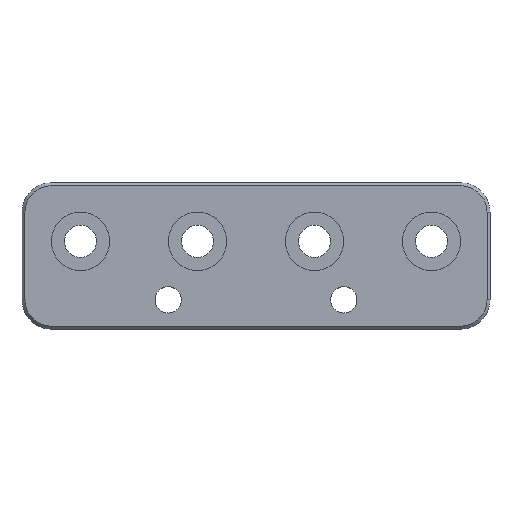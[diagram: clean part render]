
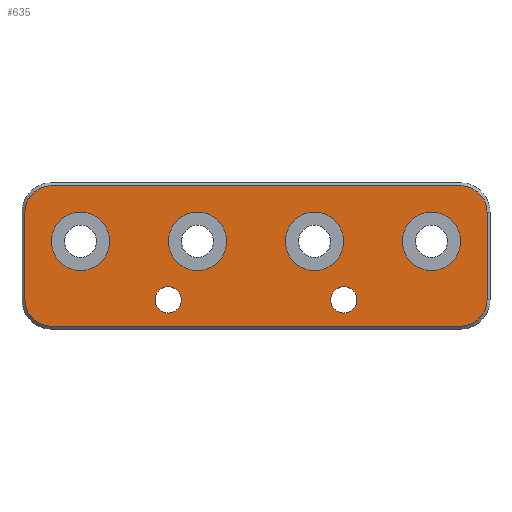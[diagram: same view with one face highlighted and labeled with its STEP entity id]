
A CAD part, top view. The second image highlights one B-rep face of the part: STEP entity #635.
In plain terms, the highlighted planar face has unit normal (0, 0, 1).
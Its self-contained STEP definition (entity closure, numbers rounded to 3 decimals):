
#21=FACE_BOUND('',#158,.T.);
#22=FACE_BOUND('',#159,.T.);
#23=FACE_BOUND('',#160,.T.);
#24=FACE_BOUND('',#161,.T.);
#25=FACE_BOUND('',#162,.T.);
#26=FACE_BOUND('',#163,.T.);
#61=CIRCLE('',#698,4.5);
#63=CIRCLE('',#702,4.5);
#65=CIRCLE('',#706,4.5);
#66=CIRCLE('',#709,4.5);
#67=CIRCLE('',#712,5.);
#68=CIRCLE('',#713,2.25);
#69=CIRCLE('',#714,5.);
#70=CIRCLE('',#715,5.);
#71=CIRCLE('',#716,2.25);
#72=CIRCLE('',#717,5.);
#111=FACE_OUTER_BOUND('',#157,.T.);
#157=EDGE_LOOP('',(#521,#522,#523,#524,#525,#526,#527,#528));
#158=EDGE_LOOP('',(#529));
#159=EDGE_LOOP('',(#530));
#160=EDGE_LOOP('',(#531));
#161=EDGE_LOOP('',(#532));
#162=EDGE_LOOP('',(#533));
#163=EDGE_LOOP('',(#534));
#211=LINE('',#1034,#261);
#215=LINE('',#1046,#265);
#217=LINE('',#1054,#267);
#220=LINE('',#1062,#270);
#261=VECTOR('',#831,10.);
#265=VECTOR('',#843,10.);
#267=VECTOR('',#853,10.);
#270=VECTOR('',#862,10.);
#312=VERTEX_POINT('',#1028);
#314=VERTEX_POINT('',#1032);
#315=VERTEX_POINT('',#1036);
#317=VERTEX_POINT('',#1042);
#319=VERTEX_POINT('',#1048);
#320=VERTEX_POINT('',#1053);
#321=VERTEX_POINT('',#1057);
#322=VERTEX_POINT('',#1061);
#323=VERTEX_POINT('',#1069);
#324=VERTEX_POINT('',#1071);
#325=VERTEX_POINT('',#1073);
#326=VERTEX_POINT('',#1075);
#327=VERTEX_POINT('',#1077);
#328=VERTEX_POINT('',#1079);
#379=EDGE_CURVE('',#314,#312,#211,.T.);
#380=EDGE_CURVE('',#312,#315,#61,.T.);
#385=EDGE_CURVE('',#315,#317,#215,.T.);
#386=EDGE_CURVE('',#317,#319,#63,.T.);
#389=EDGE_CURVE('',#319,#320,#217,.T.);
#392=EDGE_CURVE('',#320,#321,#65,.T.);
#393=EDGE_CURVE('',#321,#322,#220,.T.);
#395=EDGE_CURVE('',#322,#314,#66,.T.);
#397=EDGE_CURVE('',#323,#323,#67,.T.);
#398=EDGE_CURVE('',#324,#324,#68,.T.);
#399=EDGE_CURVE('',#325,#325,#69,.T.);
#400=EDGE_CURVE('',#326,#326,#70,.T.);
#401=EDGE_CURVE('',#327,#327,#71,.T.);
#402=EDGE_CURVE('',#328,#328,#72,.T.);
#521=ORIENTED_EDGE('',*,*,#379,.F.);
#522=ORIENTED_EDGE('',*,*,#395,.F.);
#523=ORIENTED_EDGE('',*,*,#393,.F.);
#524=ORIENTED_EDGE('',*,*,#392,.F.);
#525=ORIENTED_EDGE('',*,*,#389,.F.);
#526=ORIENTED_EDGE('',*,*,#386,.F.);
#527=ORIENTED_EDGE('',*,*,#385,.F.);
#528=ORIENTED_EDGE('',*,*,#380,.F.);
#529=ORIENTED_EDGE('',*,*,#397,.T.);
#530=ORIENTED_EDGE('',*,*,#398,.T.);
#531=ORIENTED_EDGE('',*,*,#399,.T.);
#532=ORIENTED_EDGE('',*,*,#400,.F.);
#533=ORIENTED_EDGE('',*,*,#401,.F.);
#534=ORIENTED_EDGE('',*,*,#402,.F.);
#607=PLANE('',#711);
#635=ADVANCED_FACE('',(#111,#21,#22,#23,#24,#25,#26),#607,.T.);
#698=AXIS2_PLACEMENT_3D('',#1037,#834,#835);
#702=AXIS2_PLACEMENT_3D('',#1049,#846,#847);
#706=AXIS2_PLACEMENT_3D('',#1059,#858,#859);
#709=AXIS2_PLACEMENT_3D('',#1065,#866,#867);
#711=AXIS2_PLACEMENT_3D('',#1068,#871,#872);
#712=AXIS2_PLACEMENT_3D('',#1070,#873,#874);
#713=AXIS2_PLACEMENT_3D('',#1072,#875,#876);
#714=AXIS2_PLACEMENT_3D('',#1074,#877,#878);
#715=AXIS2_PLACEMENT_3D('',#1076,#879,#880);
#716=AXIS2_PLACEMENT_3D('',#1078,#881,#882);
#717=AXIS2_PLACEMENT_3D('',#1080,#883,#884);
#831=DIRECTION('',(1.,0.,0.));
#834=DIRECTION('center_axis',(0.,0.,-1.));
#835=DIRECTION('ref_axis',(0.707,0.707,0.));
#843=DIRECTION('',(0.,-1.,0.));
#846=DIRECTION('center_axis',(0.,0.,-1.));
#847=DIRECTION('ref_axis',(0.707,-0.707,0.));
#853=DIRECTION('',(-1.,0.,0.));
#858=DIRECTION('center_axis',(0.,0.,-1.));
#859=DIRECTION('ref_axis',(-0.707,-0.707,0.));
#862=DIRECTION('',(0.,1.,0.));
#866=DIRECTION('center_axis',(0.,0.,-1.));
#867=DIRECTION('ref_axis',(-0.707,0.707,0.));
#871=DIRECTION('center_axis',(0.,0.,1.));
#872=DIRECTION('ref_axis',(1.,0.,0.));
#873=DIRECTION('center_axis',(0.,0.,-1.));
#874=DIRECTION('ref_axis',(1.,0.,0.));
#875=DIRECTION('center_axis',(0.,0.,-1.));
#876=DIRECTION('ref_axis',(1.,0.,0.));
#877=DIRECTION('center_axis',(0.,0.,-1.));
#878=DIRECTION('ref_axis',(1.,0.,0.));
#879=DIRECTION('center_axis',(0.,0.,1.));
#880=DIRECTION('ref_axis',(-1.,0.,0.));
#881=DIRECTION('center_axis',(0.,0.,1.));
#882=DIRECTION('ref_axis',(-1.,0.,0.));
#883=DIRECTION('center_axis',(0.,0.,1.));
#884=DIRECTION('ref_axis',(-1.,0.,0.));
#1028=CARTESIAN_POINT('',(35.,19.5,7.));
#1032=CARTESIAN_POINT('',(-35.,19.5,7.));
#1034=CARTESIAN_POINT('',(-10.,19.5,7.));
#1036=CARTESIAN_POINT('',(39.5,15.,7.));
#1037=CARTESIAN_POINT('Origin',(35.,15.,7.));
#1042=CARTESIAN_POINT('',(39.5,0.,7.));
#1046=CARTESIAN_POINT('',(39.5,13.75,7.));
#1048=CARTESIAN_POINT('',(35.,-4.5,7.));
#1049=CARTESIAN_POINT('Origin',(35.,0.,7.));
#1053=CARTESIAN_POINT('',(-35.,-4.5,7.));
#1054=CARTESIAN_POINT('',(-30.,-4.5,7.));
#1057=CARTESIAN_POINT('',(-39.5,0.,7.));
#1059=CARTESIAN_POINT('Origin',(-35.,0.,7.));
#1061=CARTESIAN_POINT('',(-39.5,15.,7.));
#1062=CARTESIAN_POINT('',(-39.5,13.75,7.));
#1065=CARTESIAN_POINT('Origin',(-35.,15.,7.));
#1068=CARTESIAN_POINT('Origin',(-20.,7.5,7.));
#1069=CARTESIAN_POINT('',(-35.,10.,7.));
#1070=CARTESIAN_POINT('Origin',(-30.,10.,7.));
#1071=CARTESIAN_POINT('',(-17.25,0.,7.));
#1072=CARTESIAN_POINT('Origin',(-15.,0.,7.));
#1073=CARTESIAN_POINT('',(-15.,10.,7.));
#1074=CARTESIAN_POINT('Origin',(-10.,10.,7.));
#1075=CARTESIAN_POINT('',(15.,10.,7.));
#1076=CARTESIAN_POINT('Origin',(10.,10.,7.));
#1077=CARTESIAN_POINT('',(17.25,0.,7.));
#1078=CARTESIAN_POINT('Origin',(15.,0.,7.));
#1079=CARTESIAN_POINT('',(35.,10.,7.));
#1080=CARTESIAN_POINT('Origin',(30.,10.,7.));
